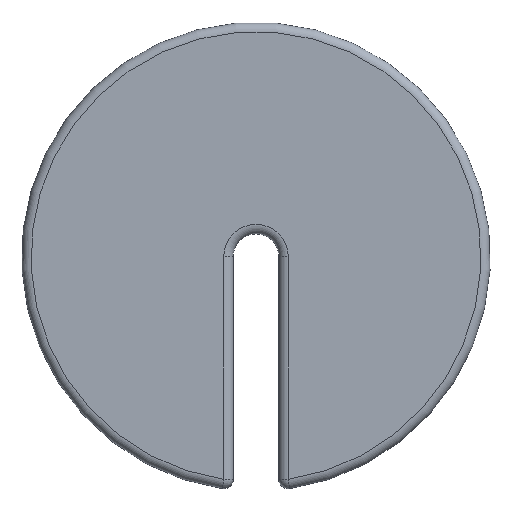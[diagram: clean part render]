
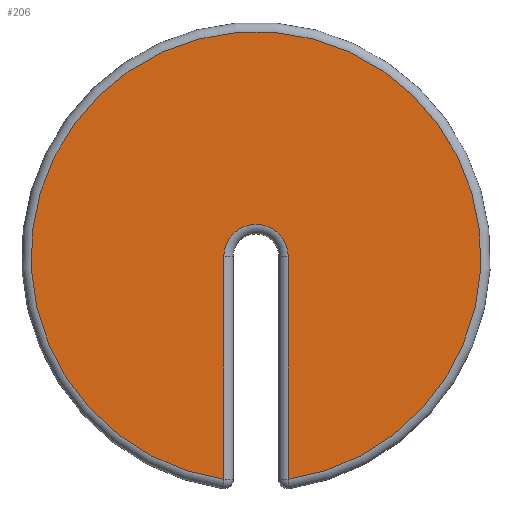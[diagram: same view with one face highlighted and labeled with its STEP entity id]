
A CAD part, top view. The second image highlights one B-rep face of the part: STEP entity #206.
In plain terms, the highlighted planar face has unit normal (0, 0, 1).
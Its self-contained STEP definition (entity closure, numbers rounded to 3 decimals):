
#15=PLANE('',#249);
#25=LINE('',#363,#37);
#27=LINE('',#372,#39);
#37=VECTOR('',#295,10.);
#39=VECTOR('',#307,10.);
#60=FACE_OUTER_BOUND('',#74,.T.);
#74=EDGE_LOOP('',(#173,#174,#175,#176));
#87=CIRCLE('',#238,9.6);
#91=CIRCLE('',#244,1.375);
#96=VERTEX_POINT('',#332);
#101=VERTEX_POINT('',#345);
#106=VERTEX_POINT('',#361);
#108=VERTEX_POINT('',#367);
#123=EDGE_CURVE('',#96,#101,#87,.T.);
#126=EDGE_CURVE('',#106,#96,#25,.T.);
#129=EDGE_CURVE('',#108,#106,#91,.T.);
#131=EDGE_CURVE('',#101,#108,#27,.T.);
#173=ORIENTED_EDGE('',*,*,#123,.F.);
#174=ORIENTED_EDGE('',*,*,#126,.F.);
#175=ORIENTED_EDGE('',*,*,#129,.F.);
#176=ORIENTED_EDGE('',*,*,#131,.F.);
#206=ADVANCED_FACE('',(#60),#15,.T.);
#238=AXIS2_PLACEMENT_3D('',#357,#287,#288);
#244=AXIS2_PLACEMENT_3D('',#369,#301,#302);
#249=AXIS2_PLACEMENT_3D('',#376,#313,#314);
#287=DIRECTION('center_axis',(0.,0.,-1.));
#288=DIRECTION('ref_axis',(0.,1.,0.));
#295=DIRECTION('',(0.,-1.,0.));
#301=DIRECTION('center_axis',(0.,0.,1.));
#302=DIRECTION('ref_axis',(0.,1.,0.));
#307=DIRECTION('',(0.,1.,0.));
#313=DIRECTION('center_axis',(0.,0.,1.));
#314=DIRECTION('ref_axis',(1.,0.,0.));
#332=CARTESIAN_POINT('',(-1.375,-9.501,3.));
#345=CARTESIAN_POINT('',(1.375,-9.501,3.));
#357=CARTESIAN_POINT('Origin',(0.,0.,3.));
#361=CARTESIAN_POINT('',(-1.375,0.,3.));
#363=CARTESIAN_POINT('',(-1.375,-4.964,3.));
#367=CARTESIAN_POINT('',(1.375,0.,3.));
#369=CARTESIAN_POINT('Origin',(0.,0.,3.));
#372=CARTESIAN_POINT('',(1.375,0.012,3.));
#376=CARTESIAN_POINT('Origin',(0.,0.024,3.));
